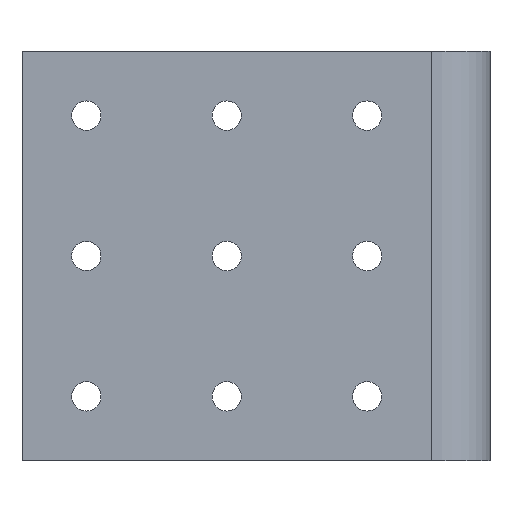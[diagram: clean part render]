
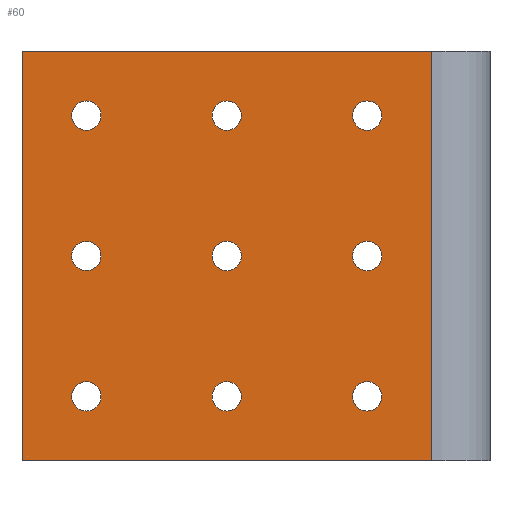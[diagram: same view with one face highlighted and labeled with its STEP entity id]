
A CAD part, left-side view. The second image highlights one B-rep face of the part: STEP entity #60.
In plain terms, the highlighted planar face has unit normal (-1, 0, 0).
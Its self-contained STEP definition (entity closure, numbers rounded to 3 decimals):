
#60 = ADVANCED_FACE( '', ( #147, #148, #149, #150, #151, #152, #153, #154, #155, #156 ), #157, .F. );
#147 = FACE_BOUND( '', #292, .T. );
#148 = FACE_BOUND( '', #293, .T. );
#149 = FACE_BOUND( '', #294, .T. );
#150 = FACE_BOUND( '', #295, .T. );
#151 = FACE_BOUND( '', #296, .T. );
#152 = FACE_BOUND( '', #297, .T. );
#153 = FACE_BOUND( '', #298, .T. );
#154 = FACE_BOUND( '', #299, .T. );
#155 = FACE_BOUND( '', #300, .T. );
#156 = FACE_OUTER_BOUND( '', #301, .T. );
#157 = PLANE( '', #302 );
#292 = EDGE_LOOP( '', ( #452 ) );
#293 = EDGE_LOOP( '', ( #453 ) );
#294 = EDGE_LOOP( '', ( #454 ) );
#295 = EDGE_LOOP( '', ( #455 ) );
#296 = EDGE_LOOP( '', ( #456 ) );
#297 = EDGE_LOOP( '', ( #457 ) );
#298 = EDGE_LOOP( '', ( #458 ) );
#299 = EDGE_LOOP( '', ( #459 ) );
#300 = EDGE_LOOP( '', ( #460 ) );
#301 = EDGE_LOOP( '', ( #461, #462, #463, #464 ) );
#302 = AXIS2_PLACEMENT_3D( '', #465, #466, #467 );
#452 = ORIENTED_EDGE( '', *, *, #670, .T. );
#453 = ORIENTED_EDGE( '', *, *, #655, .T. );
#454 = ORIENTED_EDGE( '', *, *, #671, .T. );
#455 = ORIENTED_EDGE( '', *, *, #672, .T. );
#456 = ORIENTED_EDGE( '', *, *, #673, .T. );
#457 = ORIENTED_EDGE( '', *, *, #674, .T. );
#458 = ORIENTED_EDGE( '', *, *, #675, .T. );
#459 = ORIENTED_EDGE( '', *, *, #676, .T. );
#460 = ORIENTED_EDGE( '', *, *, #677, .T. );
#461 = ORIENTED_EDGE( '', *, *, #678, .T. );
#462 = ORIENTED_EDGE( '', *, *, #652, .F. );
#463 = ORIENTED_EDGE( '', *, *, #641, .F. );
#464 = ORIENTED_EDGE( '', *, *, #679, .T. );
#465 = CARTESIAN_POINT( '', ( 0., 80., 35. ) );
#466 = DIRECTION( '', ( 1., 0., 0. ) );
#467 = DIRECTION( '', ( 0., 0., -1. ) );
#641 = EDGE_CURVE( '', #729, #730, #731, .T. );
#652 = EDGE_CURVE( '', #730, #746, #750, .T. );
#655 = EDGE_CURVE( '', #754, #754, #755, .T. );
#670 = EDGE_CURVE( '', #781, #781, #782, .T. );
#671 = EDGE_CURVE( '', #783, #783, #784, .T. );
#672 = EDGE_CURVE( '', #785, #785, #786, .T. );
#673 = EDGE_CURVE( '', #787, #787, #788, .T. );
#674 = EDGE_CURVE( '', #789, #789, #790, .T. );
#675 = EDGE_CURVE( '', #791, #791, #792, .T. );
#676 = EDGE_CURVE( '', #793, #793, #794, .T. );
#677 = EDGE_CURVE( '', #795, #795, #796, .T. );
#678 = EDGE_CURVE( '', #797, #746, #798, .T. );
#679 = EDGE_CURVE( '', #729, #797, #799, .T. );
#729 = VERTEX_POINT( '', #869 );
#730 = VERTEX_POINT( '', #870 );
#731 = LINE( '', #871, #872 );
#746 = VERTEX_POINT( '', #892 );
#750 = LINE( '', #897, #898 );
#754 = VERTEX_POINT( '', #902 );
#755 = CIRCLE( '', #903, 2.5 );
#781 = VERTEX_POINT( '', #932 );
#782 = CIRCLE( '', #933, 2.5 );
#783 = VERTEX_POINT( '', #934 );
#784 = CIRCLE( '', #935, 2.5 );
#785 = VERTEX_POINT( '', #936 );
#786 = CIRCLE( '', #937, 2.5 );
#787 = VERTEX_POINT( '', #938 );
#788 = CIRCLE( '', #939, 2.5 );
#789 = VERTEX_POINT( '', #940 );
#790 = CIRCLE( '', #941, 2.5 );
#791 = VERTEX_POINT( '', #942 );
#792 = CIRCLE( '', #943, 2.5 );
#793 = VERTEX_POINT( '', #944 );
#794 = CIRCLE( '', #945, 2.5 );
#795 = VERTEX_POINT( '', #946 );
#796 = CIRCLE( '', #947, 2.5 );
#797 = VERTEX_POINT( '', #948 );
#798 = LINE( '', #949, #950 );
#799 = LINE( '', #951, #952 );
#869 = CARTESIAN_POINT( '', ( 0., 80., 35. ) );
#870 = CARTESIAN_POINT( '', ( 0., 10., 35. ) );
#871 = CARTESIAN_POINT( '', ( 0., 80., 35. ) );
#872 = VECTOR( '', #1028, 1000. );
#892 = CARTESIAN_POINT( '', ( 0., 10., -35. ) );
#897 = CARTESIAN_POINT( '', ( 0., 10., 35. ) );
#898 = VECTOR( '', #1044, 1000. );
#902 = CARTESIAN_POINT( '', ( 0., 21., -2.5 ) );
#903 = AXIS2_PLACEMENT_3D( '', #1048, #1049, #1050 );
#932 = CARTESIAN_POINT( '', ( 0., 21., -26.5 ) );
#933 = AXIS2_PLACEMENT_3D( '', #1081, #1082, #1083 );
#934 = CARTESIAN_POINT( '', ( 0., 21., 21.5 ) );
#935 = AXIS2_PLACEMENT_3D( '', #1084, #1085, #1086 );
#936 = CARTESIAN_POINT( '', ( 0., 45., -26.5 ) );
#937 = AXIS2_PLACEMENT_3D( '', #1087, #1088, #1089 );
#938 = CARTESIAN_POINT( '', ( 0., 45., -2.5 ) );
#939 = AXIS2_PLACEMENT_3D( '', #1090, #1091, #1092 );
#940 = CARTESIAN_POINT( '', ( 0., 45., 21.5 ) );
#941 = AXIS2_PLACEMENT_3D( '', #1093, #1094, #1095 );
#942 = CARTESIAN_POINT( '', ( 0., 69., -26.5 ) );
#943 = AXIS2_PLACEMENT_3D( '', #1096, #1097, #1098 );
#944 = CARTESIAN_POINT( '', ( 0., 69., -2.5 ) );
#945 = AXIS2_PLACEMENT_3D( '', #1099, #1100, #1101 );
#946 = CARTESIAN_POINT( '', ( 0., 69., 21.5 ) );
#947 = AXIS2_PLACEMENT_3D( '', #1102, #1103, #1104 );
#948 = CARTESIAN_POINT( '', ( 0., 80., -35. ) );
#949 = CARTESIAN_POINT( '', ( 0., 80., -35. ) );
#950 = VECTOR( '', #1105, 1000. );
#951 = CARTESIAN_POINT( '', ( 0., 80., 35. ) );
#952 = VECTOR( '', #1106, 1000. );
#1028 = DIRECTION( '', ( 0., -1., 0. ) );
#1044 = DIRECTION( '', ( 0., 0., -1. ) );
#1048 = CARTESIAN_POINT( '', ( 0., 21., 0. ) );
#1049 = DIRECTION( '', ( 1., 0., 0. ) );
#1050 = DIRECTION( '', ( 0., 0., -1. ) );
#1081 = CARTESIAN_POINT( '', ( 0., 21., -24. ) );
#1082 = DIRECTION( '', ( 1., 0., 0. ) );
#1083 = DIRECTION( '', ( 0., 0., -1. ) );
#1084 = CARTESIAN_POINT( '', ( 0., 21., 24. ) );
#1085 = DIRECTION( '', ( 1., 0., 0. ) );
#1086 = DIRECTION( '', ( 0., 0., -1. ) );
#1087 = CARTESIAN_POINT( '', ( 0., 45., -24. ) );
#1088 = DIRECTION( '', ( 1., 0., 0. ) );
#1089 = DIRECTION( '', ( 0., 0., -1. ) );
#1090 = CARTESIAN_POINT( '', ( 0., 45., 0. ) );
#1091 = DIRECTION( '', ( 1., 0., 0. ) );
#1092 = DIRECTION( '', ( 0., 0., -1. ) );
#1093 = CARTESIAN_POINT( '', ( 0., 45., 24. ) );
#1094 = DIRECTION( '', ( 1., 0., 0. ) );
#1095 = DIRECTION( '', ( 0., 0., -1. ) );
#1096 = CARTESIAN_POINT( '', ( 0., 69., -24. ) );
#1097 = DIRECTION( '', ( 1., 0., 0. ) );
#1098 = DIRECTION( '', ( 0., 0., -1. ) );
#1099 = CARTESIAN_POINT( '', ( 0., 69., 0. ) );
#1100 = DIRECTION( '', ( 1., 0., 0. ) );
#1101 = DIRECTION( '', ( 0., 0., -1. ) );
#1102 = CARTESIAN_POINT( '', ( 0., 69., 24. ) );
#1103 = DIRECTION( '', ( 1., 0., 0. ) );
#1104 = DIRECTION( '', ( 0., 0., -1. ) );
#1105 = DIRECTION( '', ( 0., -1., 0. ) );
#1106 = DIRECTION( '', ( 0., 0., -1. ) );
